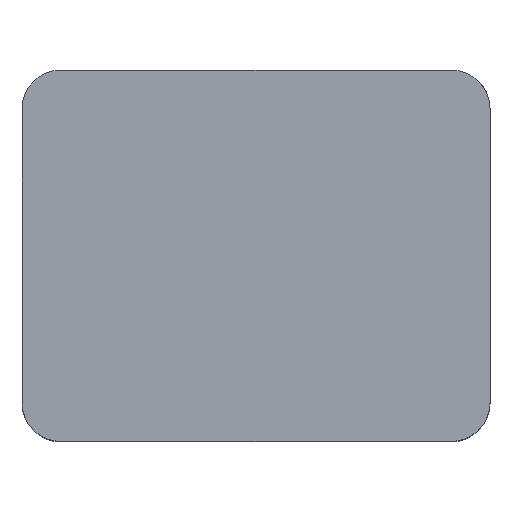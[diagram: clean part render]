
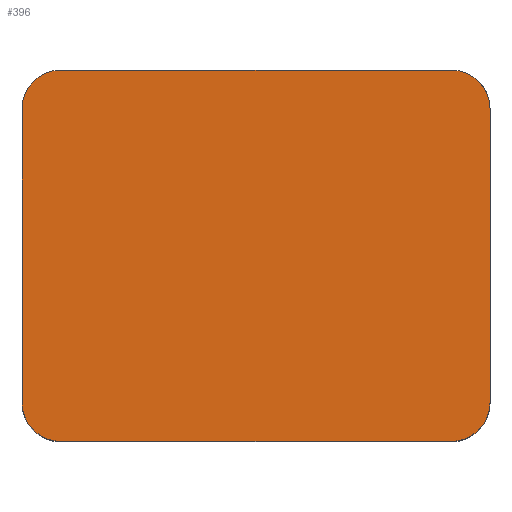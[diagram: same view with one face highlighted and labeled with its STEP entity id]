
A CAD part, top view. The second image highlights one B-rep face of the part: STEP entity #396.
In plain terms, the highlighted planar face has unit normal (0, 0, 1).
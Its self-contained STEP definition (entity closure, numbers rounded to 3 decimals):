
#20=FACE_OUTER_BOUND('',#42,.T.);
#42=EDGE_LOOP('',(#264,#265,#266,#267,#268,#269,#270,#271));
#65=LINE('',#583,#112);
#66=LINE('',#587,#113);
#67=LINE('',#591,#114);
#68=LINE('',#594,#115);
#112=VECTOR('',#470,10.);
#113=VECTOR('',#473,10.);
#114=VECTOR('',#476,10.);
#115=VECTOR('',#479,10.);
#159=CIRCLE('',#433,1.);
#160=CIRCLE('',#434,1.);
#161=CIRCLE('',#435,1.);
#162=CIRCLE('',#436,1.);
#169=VERTEX_POINT('',#579);
#170=VERTEX_POINT('',#580);
#171=VERTEX_POINT('',#582);
#172=VERTEX_POINT('',#584);
#173=VERTEX_POINT('',#586);
#174=VERTEX_POINT('',#588);
#175=VERTEX_POINT('',#590);
#176=VERTEX_POINT('',#592);
#207=EDGE_CURVE('',#169,#170,#159,.T.);
#208=EDGE_CURVE('',#170,#171,#65,.T.);
#209=EDGE_CURVE('',#171,#172,#160,.T.);
#210=EDGE_CURVE('',#172,#173,#66,.T.);
#211=EDGE_CURVE('',#173,#174,#161,.T.);
#212=EDGE_CURVE('',#174,#175,#67,.T.);
#213=EDGE_CURVE('',#175,#176,#162,.T.);
#214=EDGE_CURVE('',#176,#169,#68,.T.);
#264=ORIENTED_EDGE('',*,*,#207,.T.);
#265=ORIENTED_EDGE('',*,*,#208,.T.);
#266=ORIENTED_EDGE('',*,*,#209,.T.);
#267=ORIENTED_EDGE('',*,*,#210,.T.);
#268=ORIENTED_EDGE('',*,*,#211,.T.);
#269=ORIENTED_EDGE('',*,*,#212,.T.);
#270=ORIENTED_EDGE('',*,*,#213,.T.);
#271=ORIENTED_EDGE('',*,*,#214,.T.);
#378=PLANE('',#432);
#396=ADVANCED_FACE('',(#20),#378,.T.);
#432=AXIS2_PLACEMENT_3D('',#578,#466,#467);
#433=AXIS2_PLACEMENT_3D('',#581,#468,#469);
#434=AXIS2_PLACEMENT_3D('',#585,#471,#472);
#435=AXIS2_PLACEMENT_3D('',#589,#474,#475);
#436=AXIS2_PLACEMENT_3D('',#593,#477,#478);
#466=DIRECTION('center_axis',(0.,0.,1.));
#467=DIRECTION('ref_axis',(1.,0.,0.));
#468=DIRECTION('center_axis',(0.,0.,1.));
#469=DIRECTION('ref_axis',(-0.707,0.707,0.));
#470=DIRECTION('',(0.,-1.,0.));
#471=DIRECTION('center_axis',(0.,0.,1.));
#472=DIRECTION('ref_axis',(-0.707,-0.707,0.));
#473=DIRECTION('',(1.,0.,0.));
#474=DIRECTION('center_axis',(0.,0.,1.));
#475=DIRECTION('ref_axis',(0.707,-0.707,0.));
#476=DIRECTION('',(0.,1.,0.));
#477=DIRECTION('center_axis',(0.,0.,1.));
#478=DIRECTION('ref_axis',(0.707,0.707,0.));
#479=DIRECTION('',(-1.,0.,0.));
#578=CARTESIAN_POINT('Origin',(54.344,36.129,6.33));
#579=CARTESIAN_POINT('',(49.294,40.929,6.33));
#580=CARTESIAN_POINT('',(48.294,39.929,6.33));
#581=CARTESIAN_POINT('Origin',(49.294,39.929,6.33));
#582=CARTESIAN_POINT('',(48.294,32.329,6.33));
#583=CARTESIAN_POINT('',(48.294,40.929,6.33));
#584=CARTESIAN_POINT('',(49.294,31.329,6.33));
#585=CARTESIAN_POINT('Origin',(49.294,32.329,6.33));
#586=CARTESIAN_POINT('',(59.394,31.329,6.33));
#587=CARTESIAN_POINT('',(48.294,31.329,6.33));
#588=CARTESIAN_POINT('',(60.394,32.329,6.33));
#589=CARTESIAN_POINT('Origin',(59.394,32.329,6.33));
#590=CARTESIAN_POINT('',(60.394,39.929,6.33));
#591=CARTESIAN_POINT('',(60.394,31.329,6.33));
#592=CARTESIAN_POINT('',(59.394,40.929,6.33));
#593=CARTESIAN_POINT('Origin',(59.394,39.929,6.33));
#594=CARTESIAN_POINT('',(60.394,40.929,6.33));
